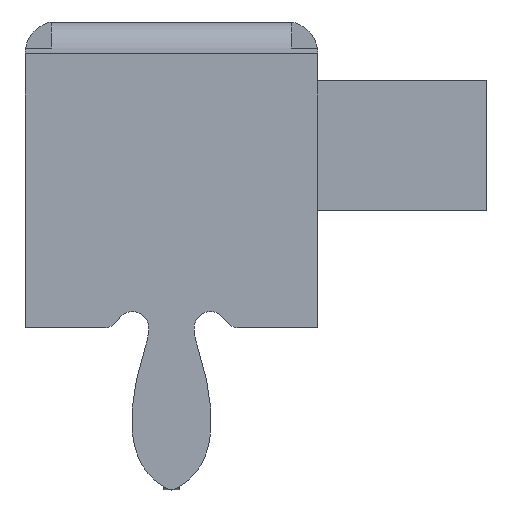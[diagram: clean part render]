
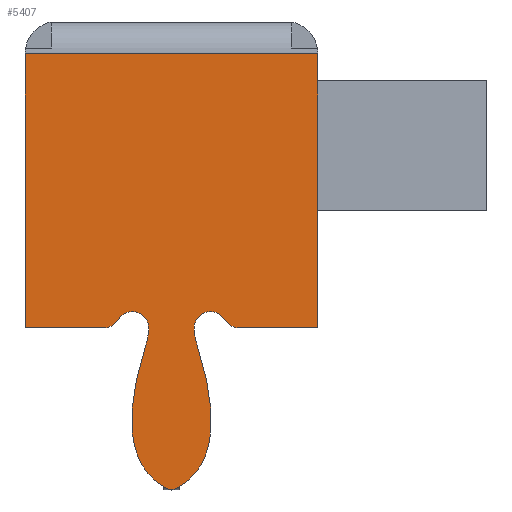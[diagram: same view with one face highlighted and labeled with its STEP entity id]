
A CAD part, left-side view. The second image highlights one B-rep face of the part: STEP entity #5407.
In plain terms, the highlighted planar face has unit normal (-1, 0, 0).
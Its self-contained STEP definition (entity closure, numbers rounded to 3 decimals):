
#125 = EDGE_CURVE ( 'NONE', #18442, #16585, #1424, .T. ) ;
#158 = EDGE_CURVE ( 'NONE', #246, #12039, #9480, .T. ) ;
#246 = VERTEX_POINT ( 'NONE', #11356 ) ;
#473 = ORIENTED_EDGE ( 'NONE', *, *, #14649, .F. ) ;
#859 = DIRECTION ( 'NONE',  ( 0., 0., 1. ) ) ;
#908 = EDGE_CURVE ( 'NONE', #2310, #16585, #3618, .T. ) ;
#986 = VECTOR ( 'NONE', #2267, 1000. ) ;
#1096 = CARTESIAN_POINT ( 'NONE',  ( -4.3, 0., 0.05 ) ) ;
#1197 = CIRCLE ( 'NONE', #7207, 0.25 ) ;
#1233 = VECTOR ( 'NONE', #20410, 1000. ) ;
#1237 = CARTESIAN_POINT ( 'NONE',  ( -4.3, 0.715, -1.597 ) ) ;
#1392 = B_SPLINE_CURVE_WITH_KNOTS ( 'NONE', 3,
 ( #7478, #10564, #3949, #1237, #20221, #13742 ),
 .UNSPECIFIED., .F., .F.,
 ( 4, 1, 1, 4 ),
 ( 0., 0.25, 0.623, 0.993 ),
 .UNSPECIFIED. ) ;
#1424 = CIRCLE ( 'NONE', #13066, 0.25 ) ;
#1679 = EDGE_CURVE ( 'NONE', #2310, #16108, #15113, .T. ) ;
#1739 = VERTEX_POINT ( 'NONE', #4243 ) ;
#1941 = CARTESIAN_POINT ( 'NONE',  ( -4.3, -0.023, -2.44 ) ) ;
#2222 = EDGE_CURVE ( 'NONE', #11753, #246, #10794, .T. ) ;
#2267 = DIRECTION ( 'NONE',  ( 0., -1., 0. ) ) ;
#2310 = VERTEX_POINT ( 'NONE', #6781 ) ;
#2634 = ORIENTED_EDGE ( 'NONE', *, *, #9058, .T. ) ;
#2807 = CARTESIAN_POINT ( 'NONE',  ( -4.3, 0., -2.371 ) ) ;
#3029 = EDGE_LOOP ( 'NONE', ( #14813, #17220, #4783, #17650, #4880, #473, #17384, #9214, #2634, #6415, #8535, #19666, #10610, #18689, #10800 ) ) ;
#3237 = VERTEX_POINT ( 'NONE', #20322 ) ;
#3242 = EDGE_CURVE ( 'NONE', #9138, #6976, #1392, .T. ) ;
#3293 = DIRECTION ( 'NONE',  ( -1., 0., 0. ) ) ;
#3497 = CARTESIAN_POINT ( 'NONE',  ( -4.3, -0.409, -2.273 ) ) ;
#3618 = LINE ( 'NONE', #1096, #986 ) ;
#3757 = PLANE ( 'NONE',  #14050 ) ;
#3871 = CIRCLE ( 'NONE', #18218, 0.25 ) ;
#3949 = CARTESIAN_POINT ( 'NONE',  ( -4.3, 0.51, -0.557 ) ) ;
#4181 = CIRCLE ( 'NONE', #17199, 0.073 ) ;
#4243 = CARTESIAN_POINT ( 'NONE',  ( -4.3, 0.35, 0.05 ) ) ;
#4252 = CARTESIAN_POINT ( 'NONE',  ( -4.3, 1.85, 4.26 ) ) ;
#4313 = EDGE_CURVE ( 'NONE', #3237, #9852, #10300, .T. ) ;
#4361 = DIRECTION ( 'NONE',  ( 0., 0., 1. ) ) ;
#4605 = DIRECTION ( 'NONE',  ( -1., 0., 0. ) ) ;
#4716 = CARTESIAN_POINT ( 'NONE',  ( -4.3, 0., 0.05 ) ) ;
#4783 = ORIENTED_EDGE ( 'NONE', *, *, #1679, .F. ) ;
#4880 = ORIENTED_EDGE ( 'NONE', *, *, #125, .F. ) ;
#4913 = CARTESIAN_POINT ( 'NONE',  ( -4.3, -1.033, 0.05 ) ) ;
#4978 = CARTESIAN_POINT ( 'NONE',  ( -4.3, -0.6, 0.05 ) ) ;
#5329 = EDGE_CURVE ( 'NONE', #1739, #9138, #11726, .T. ) ;
#5407 = ADVANCED_FACE ( 'NONE', ( #14962 ), #3757, .T. ) ;
#5509 = CARTESIAN_POINT ( 'NONE',  ( -4.3, 2.25, 4.26 ) ) ;
#5933 = DIRECTION ( 'NONE',  ( -1., 0., 0. ) ) ;
#6223 = CARTESIAN_POINT ( 'NONE',  ( -4.3, 1.033, 0.3 ) ) ;
#6415 = ORIENTED_EDGE ( 'NONE', *, *, #16841, .T. ) ;
#6697 = DIRECTION ( 'NONE',  ( -1., 0., 0. ) ) ;
#6781 = CARTESIAN_POINT ( 'NONE',  ( -4.3, 2.25, 0.05 ) ) ;
#6845 = VECTOR ( 'NONE', #20455, 1000. ) ;
#6976 = VERTEX_POINT ( 'NONE', #7520 ) ;
#7080 = VECTOR ( 'NONE', #13944, 1000. ) ;
#7207 = AXIS2_PLACEMENT_3D ( 'NONE', #4978, #3293, #14170 ) ;
#7449 = DIRECTION ( 'NONE',  ( 0., 0., 1. ) ) ;
#7478 = CARTESIAN_POINT ( 'NONE',  ( -4.3, 0.395, -0.218 ) ) ;
#7520 = CARTESIAN_POINT ( 'NONE',  ( -4.3, 0.023, -2.44 ) ) ;
#7564 = DIRECTION ( 'NONE',  ( 0., 0., 1. ) ) ;
#7567 = DIRECTION ( 'NONE',  ( 1., 0., 0. ) ) ;
#7575 = CARTESIAN_POINT ( 'NONE',  ( -4.3, 2.25, 0. ) ) ;
#7588 = LINE ( 'NONE', #4252, #1233 ) ;
#7930 = VERTEX_POINT ( 'NONE', #17318 ) ;
#8270 = EDGE_CURVE ( 'NONE', #9852, #7930, #8809, .T. ) ;
#8535 = ORIENTED_EDGE ( 'NONE', *, *, #8270, .F. ) ;
#8774 = EDGE_CURVE ( 'NONE', #18669, #3237, #1197, .T. ) ;
#8809 = B_SPLINE_CURVE_WITH_KNOTS ( 'NONE', 3,
 ( #9700, #16056, #14472, #17801, #3497, #1941 ),
 .UNSPECIFIED., .F., .F.,
 ( 4, 1, 1, 4 ),
 ( 0., 0.25, 0.623, 0.993 ),
 .UNSPECIFIED. ) ;
#8952 = CARTESIAN_POINT ( 'NONE',  ( -4.3, -0.817, 0.175 ) ) ;
#9058 = EDGE_CURVE ( 'NONE', #6976, #12124, #16250, .T. ) ;
#9138 = VERTEX_POINT ( 'NONE', #18984 ) ;
#9214 = ORIENTED_EDGE ( 'NONE', *, *, #3242, .T. ) ;
#9467 = EDGE_CURVE ( 'NONE', #12039, #16108, #7588, .T. ) ;
#9480 = LINE ( 'NONE', #10845, #7080 ) ;
#9700 = CARTESIAN_POINT ( 'NONE',  ( -4.3, -0.395, -0.218 ) ) ;
#9742 = AXIS2_PLACEMENT_3D ( 'NONE', #12760, #9759, #19111 ) ;
#9759 = DIRECTION ( 'NONE',  ( 1., 0., 0. ) ) ;
#9852 = VERTEX_POINT ( 'NONE', #19125 ) ;
#9938 = AXIS2_PLACEMENT_3D ( 'NONE', #2807, #4605, #16650 ) ;
#10300 = CIRCLE ( 'NONE', #14960, 0.826 ) ;
#10387 = CARTESIAN_POINT ( 'NONE',  ( -4.3, 0., 0. ) ) ;
#10443 = CARTESIAN_POINT ( 'NONE',  ( -4.3, 0.817, 0.175 ) ) ;
#10564 = CARTESIAN_POINT ( 'NONE',  ( -4.3, 0.403, -0.243 ) ) ;
#10610 = ORIENTED_EDGE ( 'NONE', *, *, #8774, .F. ) ;
#10708 = CARTESIAN_POINT ( 'NONE',  ( -4.3, 1.033, 0.05 ) ) ;
#10794 = LINE ( 'NONE', #4716, #6845 ) ;
#10800 = ORIENTED_EDGE ( 'NONE', *, *, #2222, .T. ) ;
#10845 = CARTESIAN_POINT ( 'NONE',  ( -4.3, -2.25, 0. ) ) ;
#11128 = DIRECTION ( 'NONE',  ( 0., 0., 1. ) ) ;
#11356 = CARTESIAN_POINT ( 'NONE',  ( -4.3, -2.25, 0.05 ) ) ;
#11726 = CIRCLE ( 'NONE', #9742, 0.826 ) ;
#11753 = VERTEX_POINT ( 'NONE', #4913 ) ;
#12039 = VERTEX_POINT ( 'NONE', #12514 ) ;
#12079 = DIRECTION ( 'NONE',  ( 0., 0., 1. ) ) ;
#12124 = VERTEX_POINT ( 'NONE', #20539 ) ;
#12260 = DIRECTION ( 'NONE',  ( -1., 0., 0. ) ) ;
#12278 = CARTESIAN_POINT ( 'NONE',  ( -4.3, 0.6, 0.05 ) ) ;
#12514 = CARTESIAN_POINT ( 'NONE',  ( -4.3, -2.25, 4.26 ) ) ;
#12760 = CARTESIAN_POINT ( 'NONE',  ( -4.3, 1.176, 0.05 ) ) ;
#12963 = CARTESIAN_POINT ( 'NONE',  ( -4.3, -1.176, 0.05 ) ) ;
#13066 = AXIS2_PLACEMENT_3D ( 'NONE', #6223, #7567, #7449 ) ;
#13742 = CARTESIAN_POINT ( 'NONE',  ( -4.3, 0.023, -2.44 ) ) ;
#13944 = DIRECTION ( 'NONE',  ( 0., 0., 1. ) ) ;
#14050 = AXIS2_PLACEMENT_3D ( 'NONE', #10387, #17971, #859 ) ;
#14170 = DIRECTION ( 'NONE',  ( 0., 0., 1. ) ) ;
#14472 = CARTESIAN_POINT ( 'NONE',  ( -4.3, -0.51, -0.557 ) ) ;
#14649 = EDGE_CURVE ( 'NONE', #1739, #18442, #18776, .T. ) ;
#14813 = ORIENTED_EDGE ( 'NONE', *, *, #158, .T. ) ;
#14960 = AXIS2_PLACEMENT_3D ( 'NONE', #12963, #6697, #11128 ) ;
#14962 = FACE_OUTER_BOUND ( 'NONE', #3029, .T. ) ;
#15113 = LINE ( 'NONE', #7575, #19512 ) ;
#16056 = CARTESIAN_POINT ( 'NONE',  ( -4.3, -0.403, -0.243 ) ) ;
#16108 = VERTEX_POINT ( 'NONE', #5509 ) ;
#16250 = CIRCLE ( 'NONE', #9938, 0.073 ) ;
#16585 = VERTEX_POINT ( 'NONE', #10708 ) ;
#16650 = DIRECTION ( 'NONE',  ( 0., 0., 1. ) ) ;
#16841 = EDGE_CURVE ( 'NONE', #12124, #7930, #4181, .T. ) ;
#17199 = AXIS2_PLACEMENT_3D ( 'NONE', #18865, #5933, #4361 ) ;
#17220 = ORIENTED_EDGE ( 'NONE', *, *, #9467, .T. ) ;
#17318 = CARTESIAN_POINT ( 'NONE',  ( -4.3, -0.023, -2.44 ) ) ;
#17384 = ORIENTED_EDGE ( 'NONE', *, *, #5329, .T. ) ;
#17457 = EDGE_CURVE ( 'NONE', #18669, #11753, #3871, .T. ) ;
#17650 = ORIENTED_EDGE ( 'NONE', *, *, #908, .T. ) ;
#17801 = CARTESIAN_POINT ( 'NONE',  ( -4.3, -0.715, -1.597 ) ) ;
#17971 = DIRECTION ( 'NONE',  ( -1., 0., 0. ) ) ;
#18171 = AXIS2_PLACEMENT_3D ( 'NONE', #12278, #18635, #7564 ) ;
#18218 = AXIS2_PLACEMENT_3D ( 'NONE', #18703, #12260, #20276 ) ;
#18442 = VERTEX_POINT ( 'NONE', #10443 ) ;
#18635 = DIRECTION ( 'NONE',  ( -1., 0., 0. ) ) ;
#18669 = VERTEX_POINT ( 'NONE', #8952 ) ;
#18689 = ORIENTED_EDGE ( 'NONE', *, *, #17457, .T. ) ;
#18703 = CARTESIAN_POINT ( 'NONE',  ( -4.3, -1.033, 0.3 ) ) ;
#18776 = CIRCLE ( 'NONE', #18171, 0.25 ) ;
#18865 = CARTESIAN_POINT ( 'NONE',  ( -4.3, 0., -2.371 ) ) ;
#18984 = CARTESIAN_POINT ( 'NONE',  ( -4.3, 0.395, -0.218 ) ) ;
#19111 = DIRECTION ( 'NONE',  ( 0., 0., 1. ) ) ;
#19125 = CARTESIAN_POINT ( 'NONE',  ( -4.3, -0.395, -0.218 ) ) ;
#19512 = VECTOR ( 'NONE', #12079, 1000. ) ;
#19666 = ORIENTED_EDGE ( 'NONE', *, *, #4313, .F. ) ;
#20221 = CARTESIAN_POINT ( 'NONE',  ( -4.3, 0.409, -2.273 ) ) ;
#20276 = DIRECTION ( 'NONE',  ( 0., 0., 1. ) ) ;
#20322 = CARTESIAN_POINT ( 'NONE',  ( -4.3, -0.35, 0.05 ) ) ;
#20410 = DIRECTION ( 'NONE',  ( 0., 1., 0. ) ) ;
#20455 = DIRECTION ( 'NONE',  ( 0., -1., 0. ) ) ;
#20539 = CARTESIAN_POINT ( 'NONE',  ( -4.3, 0., -2.444 ) ) ;
